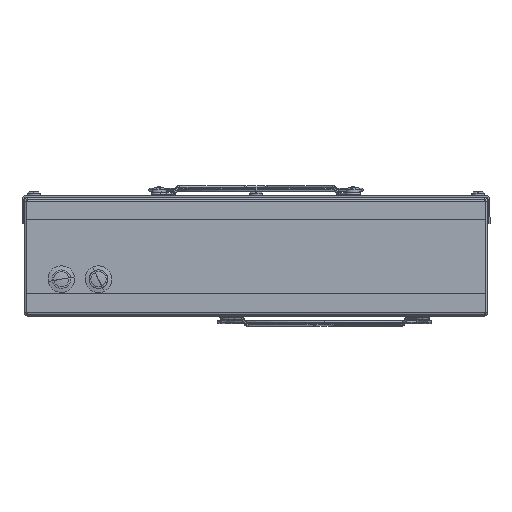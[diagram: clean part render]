
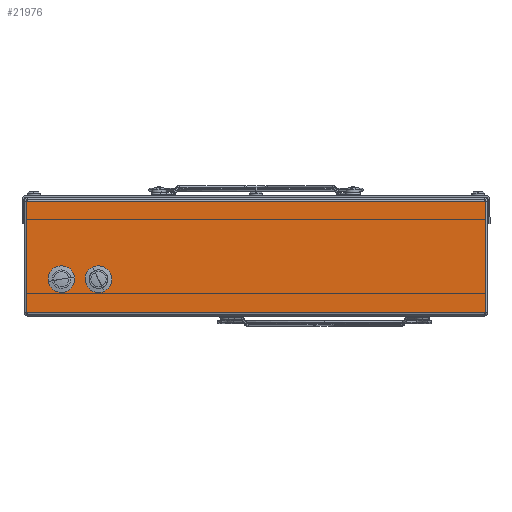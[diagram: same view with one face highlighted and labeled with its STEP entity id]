
A CAD part, front view. The second image highlights one B-rep face of the part: STEP entity #21976.
In plain terms, the highlighted planar face has unit normal (0, -1, 0).
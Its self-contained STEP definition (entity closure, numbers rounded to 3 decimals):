
#383 = EDGE_LOOP ( 'NONE', ( #8490, #11581 ) ) ;
#1351 = VERTEX_POINT ( 'NONE', #10921 ) ;
#1995 = VERTEX_POINT ( 'NONE', #24610 ) ;
#2023 = VERTEX_POINT ( 'NONE', #26992 ) ;
#2285 = EDGE_CURVE ( 'NONE', #11465, #2023, #3164, .T. ) ;
#2997 = AXIS2_PLACEMENT_3D ( 'NONE', #28444, #28338, #28774 ) ;
#3010 = ORIENTED_EDGE ( 'NONE', *, *, #26165, .F. ) ;
#3164 = CIRCLE ( 'NONE', #23755, 5. ) ;
#3335 = LINE ( 'NONE', #29447, #8307 ) ;
#3704 = DIRECTION ( 'NONE',  ( 0., 1., 0. ) ) ;
#3775 = CARTESIAN_POINT ( 'NONE',  ( -105., -255., 14. ) ) ;
#3998 = AXIS2_PLACEMENT_3D ( 'NONE', #18457, #8603, #25969 ) ;
#4639 = EDGE_LOOP ( 'NONE', ( #26041, #3010, #7321, #11346 ) ) ;
#4856 = DIRECTION ( 'NONE',  ( 0., 0., 1. ) ) ;
#6843 = CIRCLE ( 'NONE', #2997, 5. ) ;
#7247 = AXIS2_PLACEMENT_3D ( 'NONE', #31133, #20966, #16380 ) ;
#7313 = EDGE_LOOP ( 'NONE', ( #12124, #23253 ) ) ;
#7321 = ORIENTED_EDGE ( 'NONE', *, *, #31299, .F. ) ;
#8127 = CIRCLE ( 'NONE', #7247, 5. ) ;
#8307 = VECTOR ( 'NONE', #4856, 1000. ) ;
#8490 = ORIENTED_EDGE ( 'NONE', *, *, #2285, .F. ) ;
#8603 = DIRECTION ( 'NONE',  ( 0., -1., 0. ) ) ;
#8717 = LINE ( 'NONE', #16833, #28891 ) ;
#8881 = FACE_BOUND ( 'NONE', #7313, .T. ) ;
#9193 = VERTEX_POINT ( 'NONE', #28539 ) ;
#10050 = CIRCLE ( 'NONE', #3998, 5. ) ;
#10921 = CARTESIAN_POINT ( 'NONE',  ( -85., -255., 14. ) ) ;
#11346 = ORIENTED_EDGE ( 'NONE', *, *, #26181, .T. ) ;
#11465 = VERTEX_POINT ( 'NONE', #3775 ) ;
#11581 = ORIENTED_EDGE ( 'NONE', *, *, #22570, .F. ) ;
#12124 = ORIENTED_EDGE ( 'NONE', *, *, #24532, .F. ) ;
#13491 = CARTESIAN_POINT ( 'NONE',  ( 0., -255., 0. ) ) ;
#13519 = CARTESIAN_POINT ( 'NONE',  ( 123.929, -255., 61. ) ) ;
#13735 = VECTOR ( 'NONE', #16759, 1000. ) ;
#14262 = EDGE_CURVE ( 'NONE', #30536, #9193, #20414, .T. ) ;
#14619 = VECTOR ( 'NONE', #21230, 1000. ) ;
#15829 = VERTEX_POINT ( 'NONE', #21755 ) ;
#16380 = DIRECTION ( 'NONE',  ( 0., 0., -1. ) ) ;
#16652 = FACE_OUTER_BOUND ( 'NONE', #4639, .T. ) ;
#16759 = DIRECTION ( 'NONE',  ( -1., 0., 0. ) ) ;
#16833 = CARTESIAN_POINT ( 'NONE',  ( -123.929, -255., 0. ) ) ;
#17488 = CARTESIAN_POINT ( 'NONE',  ( -85., -255., 24. ) ) ;
#18457 = CARTESIAN_POINT ( 'NONE',  ( -105., -255., 19. ) ) ;
#18890 = CARTESIAN_POINT ( 'NONE',  ( -105., -255., 19. ) ) ;
#19007 = DIRECTION ( 'NONE',  ( 0., -1., 0. ) ) ;
#20333 = EDGE_CURVE ( 'NONE', #31432, #1351, #8127, .T. ) ;
#20414 = LINE ( 'NONE', #13519, #14619 ) ;
#20966 = DIRECTION ( 'NONE',  ( 0., -1., 0. ) ) ;
#21076 = DIRECTION ( 'NONE',  ( 0., 0., -1. ) ) ;
#21230 = DIRECTION ( 'NONE',  ( -1., 0., 0. ) ) ;
#21755 = CARTESIAN_POINT ( 'NONE',  ( -123.929, -255., 1. ) ) ;
#21976 = ADVANCED_FACE ( 'NONE', ( #27542, #8881, #16652 ), #28252, .F. ) ;
#22570 = EDGE_CURVE ( 'NONE', #2023, #11465, #10050, .T. ) ;
#23253 = ORIENTED_EDGE ( 'NONE', *, *, #20333, .F. ) ;
#23453 = CARTESIAN_POINT ( 'NONE',  ( 123.929, -255., 61. ) ) ;
#23755 = AXIS2_PLACEMENT_3D ( 'NONE', #18890, #19007, #21076 ) ;
#24532 = EDGE_CURVE ( 'NONE', #1351, #31432, #6843, .T. ) ;
#24610 = CARTESIAN_POINT ( 'NONE',  ( 123.929, -255., 1. ) ) ;
#25969 = DIRECTION ( 'NONE',  ( 0., 0., -1. ) ) ;
#26041 = ORIENTED_EDGE ( 'NONE', *, *, #14262, .T. ) ;
#26114 = DIRECTION ( 'NONE',  ( 0., 0., 1. ) ) ;
#26165 = EDGE_CURVE ( 'NONE', #15829, #9193, #8717, .T. ) ;
#26181 = EDGE_CURVE ( 'NONE', #1995, #30536, #3335, .T. ) ;
#26992 = CARTESIAN_POINT ( 'NONE',  ( -105., -255., 24. ) ) ;
#27542 = FACE_BOUND ( 'NONE', #383, .T. ) ;
#28252 = PLANE ( 'NONE',  #30091 ) ;
#28338 = DIRECTION ( 'NONE',  ( 0., -1., 0. ) ) ;
#28444 = CARTESIAN_POINT ( 'NONE',  ( -85., -255., 19. ) ) ;
#28539 = CARTESIAN_POINT ( 'NONE',  ( -123.929, -255., 61. ) ) ;
#28774 = DIRECTION ( 'NONE',  ( 0., 0., -1. ) ) ;
#28891 = VECTOR ( 'NONE', #32011, 1000. ) ;
#29447 = CARTESIAN_POINT ( 'NONE',  ( 123.929, -255., 0. ) ) ;
#30091 = AXIS2_PLACEMENT_3D ( 'NONE', #13491, #3704, #26114 ) ;
#30536 = VERTEX_POINT ( 'NONE', #23453 ) ;
#31133 = CARTESIAN_POINT ( 'NONE',  ( -85., -255., 19. ) ) ;
#31179 = LINE ( 'NONE', #31405, #13735 ) ;
#31299 = EDGE_CURVE ( 'NONE', #1995, #15829, #31179, .T. ) ;
#31405 = CARTESIAN_POINT ( 'NONE',  ( -125., -255., 1. ) ) ;
#31432 = VERTEX_POINT ( 'NONE', #17488 ) ;
#32011 = DIRECTION ( 'NONE',  ( 0., 0., 1. ) ) ;
